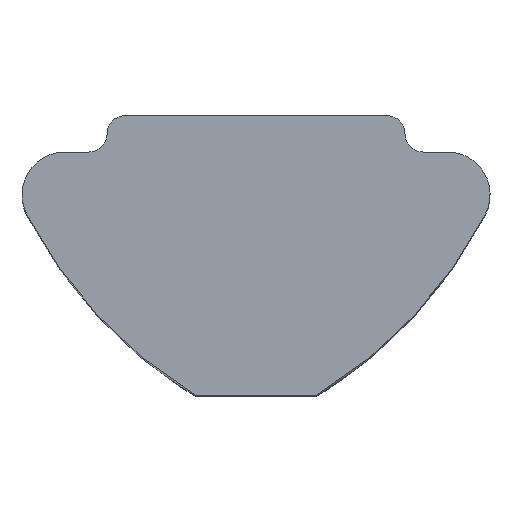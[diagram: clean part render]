
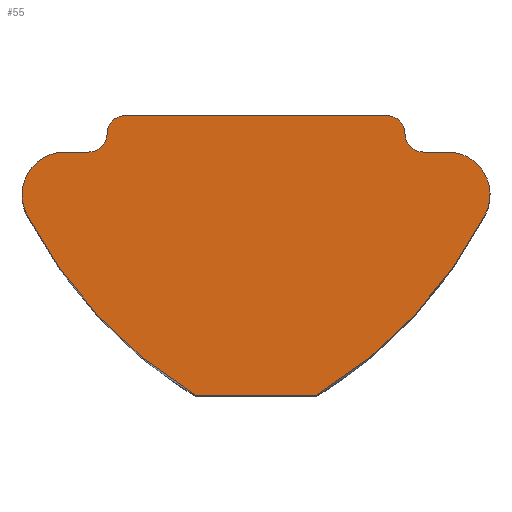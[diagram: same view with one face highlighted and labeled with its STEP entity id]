
A CAD part, top view. The second image highlights one B-rep face of the part: STEP entity #55.
In plain terms, the highlighted planar face has unit normal (0, 0, 1).
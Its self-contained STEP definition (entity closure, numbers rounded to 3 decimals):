
#23 = VERTEX_POINT ( 'NONE', #409 ) ;
#32 = EDGE_CURVE ( 'NONE', #323, #239, #413, .T. ) ;
#53 = ORIENTED_EDGE ( 'NONE', *, *, #105, .T. ) ;
#54 = ORIENTED_EDGE ( 'NONE', *, *, #227, .T. ) ;
#55 = ADVANCED_FACE ( 'NONE', ( #495 ), #480, .F. ) ;
#57 = EDGE_CURVE ( 'NONE', #65, #84, #486, .T. ) ;
#59 = EDGE_LOOP ( 'NONE', ( #64, #69, #73, #63, #53, #119, #54, #72, #79, #1130, #245, #172, #182 ) ) ;
#63 = ORIENTED_EDGE ( 'NONE', *, *, #188, .T. ) ;
#64 = ORIENTED_EDGE ( 'NONE', *, *, #273, .T. ) ;
#65 = VERTEX_POINT ( 'NONE', #482 ) ;
#66 = EDGE_CURVE ( 'NONE', #239, #65, #514, .T. ) ;
#69 = ORIENTED_EDGE ( 'NONE', *, *, #113, .T. ) ;
#72 = ORIENTED_EDGE ( 'NONE', *, *, #228, .T. ) ;
#73 = ORIENTED_EDGE ( 'NONE', *, *, #104, .T. ) ;
#79 = ORIENTED_EDGE ( 'NONE', *, *, #314, .T. ) ;
#84 = VERTEX_POINT ( 'NONE', #504 ) ;
#85 = EDGE_CURVE ( 'NONE', #84, #353, #476, .T. ) ;
#104 = EDGE_CURVE ( 'NONE', #116, #230, #581, .T. ) ;
#105 = EDGE_CURVE ( 'NONE', #212, #189, #538, .T. ) ;
#113 = EDGE_CURVE ( 'NONE', #23, #116, #569, .T. ) ;
#116 = VERTEX_POINT ( 'NONE', #605 ) ;
#119 = ORIENTED_EDGE ( 'NONE', *, *, #342, .T. ) ;
#136 = VERTEX_POINT ( 'NONE', #610 ) ;
#172 = ORIENTED_EDGE ( 'NONE', *, *, #57, .T. ) ;
#182 = ORIENTED_EDGE ( 'NONE', *, *, #85, .T. ) ;
#188 = EDGE_CURVE ( 'NONE', #230, #212, #721, .T. ) ;
#189 = VERTEX_POINT ( 'NONE', #677 ) ;
#212 = VERTEX_POINT ( 'NONE', #754 ) ;
#214 = VERTEX_POINT ( 'NONE', #729 ) ;
#227 = EDGE_CURVE ( 'NONE', #136, #214, #770, .T. ) ;
#228 = EDGE_CURVE ( 'NONE', #214, #321, #778, .T. ) ;
#230 = VERTEX_POINT ( 'NONE', #763 ) ;
#239 = VERTEX_POINT ( 'NONE', #783 ) ;
#245 = ORIENTED_EDGE ( 'NONE', *, *, #66, .T. ) ;
#273 = EDGE_CURVE ( 'NONE', #353, #23, #329, .T. ) ;
#314 = EDGE_CURVE ( 'NONE', #321, #323, #931, .T. ) ;
#321 = VERTEX_POINT ( 'NONE', #939 ) ;
#323 = VERTEX_POINT ( 'NONE', #1000 ) ;
#326 = VECTOR ( 'NONE', #332, 1000. ) ;
#328 = CARTESIAN_POINT ( 'NONE',  ( 2.45, -0.6, 12. ) ) ;
#329 = LINE ( 'NONE', #328, #326 ) ;
#332 = DIRECTION ( 'NONE',  ( -1., 0., 0. ) ) ;
#342 = EDGE_CURVE ( 'NONE', #189, #136, #987, .T. ) ;
#353 = VERTEX_POINT ( 'NONE', #1019 ) ;
#400 = CARTESIAN_POINT ( 'NONE',  ( 2.899, 1.807, 12. ) ) ;
#401 = AXIS2_PLACEMENT_3D ( 'NONE', #400, #455, #454 ) ;
#409 = CARTESIAN_POINT ( 'NONE',  ( 2.75, -0.6, 12. ) ) ;
#413 = CIRCLE ( 'NONE', #401, 7.5 ) ;
#436 = CARTESIAN_POINT ( 'NONE',  ( 3.15, -1.3, 12. ) ) ;
#454 = DIRECTION ( 'NONE',  ( 1., 0., 0. ) ) ;
#455 = DIRECTION ( 'NONE',  ( 0., 0., 1. ) ) ;
#476 = CIRCLE ( 'NONE', #552, 0.7 ) ;
#480 = PLANE ( 'NONE',  #484 ) ;
#482 = CARTESIAN_POINT ( 'NONE',  ( 1., -4.6, 12. ) ) ;
#483 = DIRECTION ( 'NONE',  ( 0., 0., -1. ) ) ;
#484 = AXIS2_PLACEMENT_3D ( 'NONE', #436, #483, #491 ) ;
#486 = CIRCLE ( 'NONE', #522, 7.5 ) ;
#491 = DIRECTION ( 'NONE',  ( -1., 0., 0. ) ) ;
#495 = FACE_OUTER_BOUND ( 'NONE', #59, .T. ) ;
#504 = CARTESIAN_POINT ( 'NONE',  ( 3.773, -1.62, 12. ) ) ;
#511 = DIRECTION ( 'NONE',  ( 1., 0., 0. ) ) ;
#512 = VECTOR ( 'NONE', #511, 1000. ) ;
#513 = CARTESIAN_POINT ( 'NONE',  ( 1., -4.6, 12. ) ) ;
#514 = LINE ( 'NONE', #513, #512 ) ;
#517 = CARTESIAN_POINT ( 'NONE',  ( 3.15, -1.3, 12. ) ) ;
#519 = DIRECTION ( 'NONE',  ( -1., 0., 0. ) ) ;
#520 = DIRECTION ( 'NONE',  ( 0., 0., 1. ) ) ;
#521 = CARTESIAN_POINT ( 'NONE',  ( -2.899, 1.807, 12. ) ) ;
#522 = AXIS2_PLACEMENT_3D ( 'NONE', #521, #520, #519 ) ;
#528 = DIRECTION ( 'NONE',  ( 0., 0., 1. ) ) ;
#531 = AXIS2_PLACEMENT_3D ( 'NONE', #582, #571, #570 ) ;
#532 = CARTESIAN_POINT ( 'NONE',  ( 2.15, -0.3, 12. ) ) ;
#536 = AXIS2_PLACEMENT_3D ( 'NONE', #532, #528, #572 ) ;
#538 = CIRCLE ( 'NONE', #531, 0.3 ) ;
#550 = DIRECTION ( 'NONE',  ( -1., 0., 0. ) ) ;
#551 = DIRECTION ( 'NONE',  ( 0., 0., 1. ) ) ;
#552 = AXIS2_PLACEMENT_3D ( 'NONE', #517, #551, #550 ) ;
#556 = AXIS2_PLACEMENT_3D ( 'NONE', #604, #603, #602 ) ;
#569 = CIRCLE ( 'NONE', #556, 0.3 ) ;
#570 = DIRECTION ( 'NONE',  ( -1., 0., 0. ) ) ;
#571 = DIRECTION ( 'NONE',  ( 0., 0., 1. ) ) ;
#572 = DIRECTION ( 'NONE',  ( -1., 0., 0. ) ) ;
#581 = CIRCLE ( 'NONE', #536, 0.3 ) ;
#582 = CARTESIAN_POINT ( 'NONE',  ( -2.15, -0.3, 12. ) ) ;
#602 = DIRECTION ( 'NONE',  ( -1., 0., 0. ) ) ;
#603 = DIRECTION ( 'NONE',  ( 0., 0., -1. ) ) ;
#604 = CARTESIAN_POINT ( 'NONE',  ( 2.75, -0.3, 12. ) ) ;
#605 = CARTESIAN_POINT ( 'NONE',  ( 2.45, -0.3, 12. ) ) ;
#610 = CARTESIAN_POINT ( 'NONE',  ( -2.75, -0.6, 12. ) ) ;
#677 = CARTESIAN_POINT ( 'NONE',  ( -2.45, -0.3, 12. ) ) ;
#705 = DIRECTION ( 'NONE',  ( -1., 0., 0. ) ) ;
#719 = VECTOR ( 'NONE', #705, 1000. ) ;
#720 = CARTESIAN_POINT ( 'NONE',  ( -2.45, 0., 12. ) ) ;
#721 = LINE ( 'NONE', #720, #719 ) ;
#729 = CARTESIAN_POINT ( 'NONE',  ( -3.15, -0.6, 12. ) ) ;
#754 = CARTESIAN_POINT ( 'NONE',  ( -2.15, 0., 12. ) ) ;
#759 = CARTESIAN_POINT ( 'NONE',  ( -3.15, -1.3, 12. ) ) ;
#763 = CARTESIAN_POINT ( 'NONE',  ( 2.15, 0., 12. ) ) ;
#764 = DIRECTION ( 'NONE',  ( -1., 0., 0. ) ) ;
#768 = VECTOR ( 'NONE', #764, 1000. ) ;
#769 = CARTESIAN_POINT ( 'NONE',  ( -2.45, -0.6, 12. ) ) ;
#770 = LINE ( 'NONE', #769, #768 ) ;
#773 = DIRECTION ( 'NONE',  ( 0., 0., 1. ) ) ;
#778 = CIRCLE ( 'NONE', #784, 0.7 ) ;
#783 = CARTESIAN_POINT ( 'NONE',  ( -1., -4.6, 12. ) ) ;
#784 = AXIS2_PLACEMENT_3D ( 'NONE', #759, #773, #821 ) ;
#821 = DIRECTION ( 'NONE',  ( 1., 0., 0. ) ) ;
#931 = CIRCLE ( 'NONE', #952, 0.7 ) ;
#939 = CARTESIAN_POINT ( 'NONE',  ( -3.85, -1.3, 12. ) ) ;
#949 = DIRECTION ( 'NONE',  ( 1., 0., 0. ) ) ;
#950 = DIRECTION ( 'NONE',  ( 0., 0., 1. ) ) ;
#951 = CARTESIAN_POINT ( 'NONE',  ( -3.15, -1.3, 12. ) ) ;
#952 = AXIS2_PLACEMENT_3D ( 'NONE', #951, #950, #949 ) ;
#974 = DIRECTION ( 'NONE',  ( -1., 0., 0. ) ) ;
#975 = DIRECTION ( 'NONE',  ( 0., 0., -1. ) ) ;
#987 = CIRCLE ( 'NONE', #995, 0.3 ) ;
#994 = CARTESIAN_POINT ( 'NONE',  ( -2.75, -0.3, 12. ) ) ;
#995 = AXIS2_PLACEMENT_3D ( 'NONE', #994, #975, #974 ) ;
#1000 = CARTESIAN_POINT ( 'NONE',  ( -3.773, -1.62, 12. ) ) ;
#1019 = CARTESIAN_POINT ( 'NONE',  ( 3.15, -0.6, 12. ) ) ;
#1130 = ORIENTED_EDGE ( 'NONE', *, *, #32, .T. ) ;
